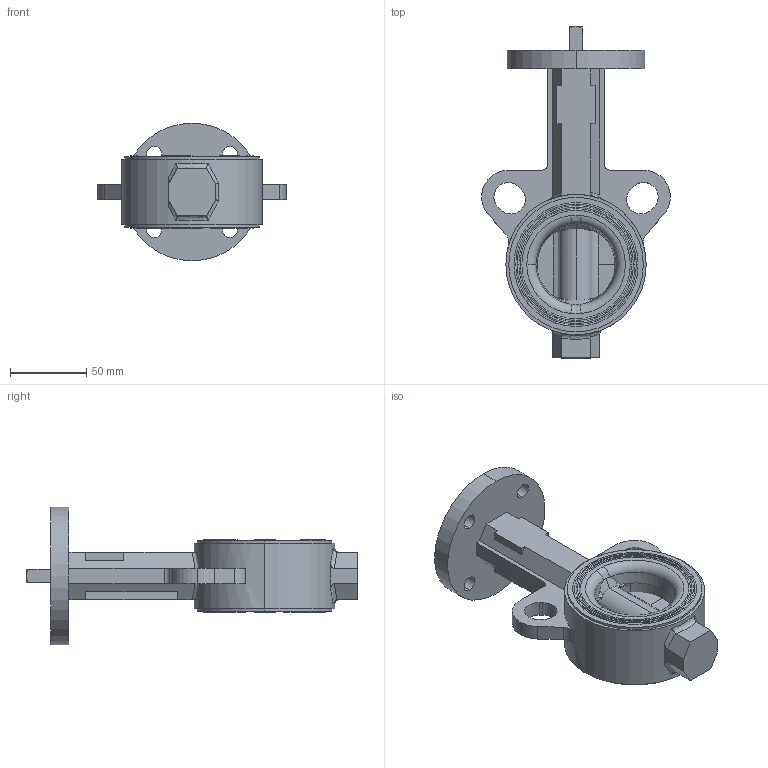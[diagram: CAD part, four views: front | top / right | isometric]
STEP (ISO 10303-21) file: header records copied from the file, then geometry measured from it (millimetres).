
FILE_DESCRIPTION (( 'STEP AP214' ), '1' );
FILE_NAME ('NS-0200-WAFER.step', '2019-03-07T20:46:28', ( '' ), ( '' ), 'SwSTEP 2.0', 'SolidWorks 2019', '' );
FILE_SCHEMA (( 'AUTOMOTIVE_DESIGN' ));
Length unit declared in the file: inch
Products named in the file (1): NS-0200-WAFER
Bounding box: 123.34 x 217.02 x 90 mm (x, y, z)
Surface area: 70468 mm2 (no closed solid volume)
Topology: 0 solids, 6 shells, 193 faces, 566 edges, 381 vertices
Faces by surface type: cylinder 57, plane 56, bspline 40, torus 20, cone 20
Entity records: 13306 total; most frequent: CARTESIAN_POINT 6005, ORIENTED_EDGE 1050, DIRECTION 883, EDGE_CURVE 566, VERTEX_POINT 381, AXIS2_PLACEMENT_3D 355, EDGE_LOOP 221, CIRCLE 201
